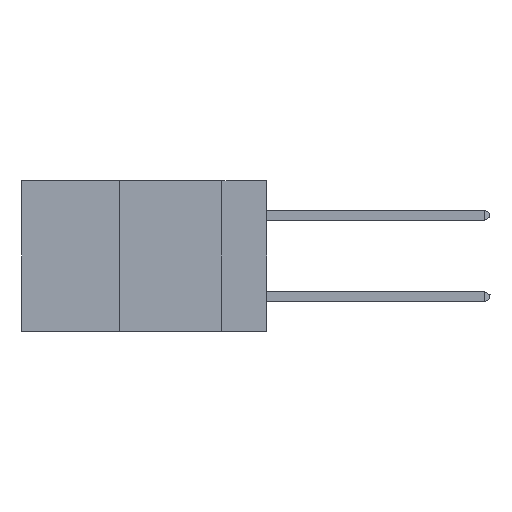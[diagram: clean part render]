
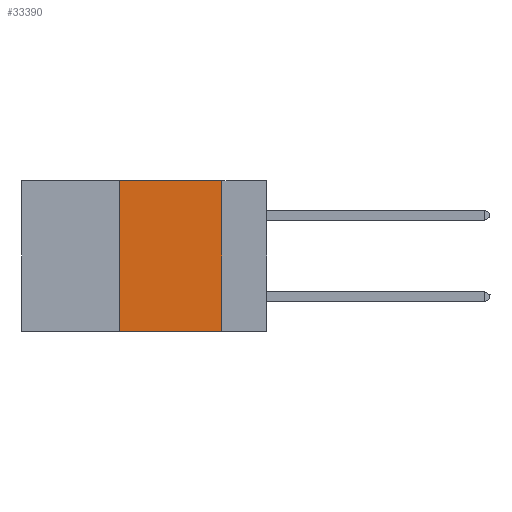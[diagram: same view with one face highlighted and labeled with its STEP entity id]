
A CAD part, left-side view. The second image highlights one B-rep face of the part: STEP entity #33390.
In plain terms, the highlighted planar face has unit normal (-1, 0, 0).
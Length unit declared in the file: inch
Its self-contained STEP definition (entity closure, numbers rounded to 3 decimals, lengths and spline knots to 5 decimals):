
#1281 = VERTEX_POINT ( 'NONE', #17505 ) ;
#1950 = PLANE ( 'NONE',  #27403 ) ;
#3260 = CARTESIAN_POINT ( 'NONE',  ( 0., 0.36, 0. ) ) ;
#5654 = FACE_OUTER_BOUND ( 'NONE', #22098, .T. ) ;
#6483 = ORIENTED_EDGE ( 'NONE', *, *, #22662, .F. ) ;
#6842 = VECTOR ( 'NONE', #25847, 39.37008 ) ;
#9130 = CARTESIAN_POINT ( 'NONE',  ( 0., 0.11, 0. ) ) ;
#9694 = CARTESIAN_POINT ( 'NONE',  ( 0., 0.36, 0. ) ) ;
#12835 = LINE ( 'NONE', #9130, #28929 ) ;
#13077 = CARTESIAN_POINT ( 'NONE',  ( 0., 0.6, 0. ) ) ;
#13815 = ORIENTED_EDGE ( 'NONE', *, *, #16948, .T. ) ;
#14116 = DIRECTION ( 'NONE',  ( 0., 0., -1. ) ) ;
#14540 = VERTEX_POINT ( 'NONE', #9694 ) ;
#16948 = EDGE_CURVE ( 'NONE', #1281, #17339, #39413, .T. ) ;
#17339 = VERTEX_POINT ( 'NONE', #28461 ) ;
#17505 = CARTESIAN_POINT ( 'NONE',  ( 0., 0.36, -0.37 ) ) ;
#21313 = CARTESIAN_POINT ( 'NONE',  ( 0., 0.6, 0. ) ) ;
#22098 = EDGE_LOOP ( 'NONE', ( #32260, #24775, #6483, #13815 ) ) ;
#22204 = DIRECTION ( 'NONE',  ( 0., 0., 1. ) ) ;
#22662 = EDGE_CURVE ( 'NONE', #1281, #14540, #37861, .T. ) ;
#22910 = EDGE_CURVE ( 'NONE', #36692, #17339, #12835, .T. ) ;
#23543 = DIRECTION ( 'NONE',  ( 0., -1., 0. ) ) ;
#24775 = ORIENTED_EDGE ( 'NONE', *, *, #30059, .F. ) ;
#25847 = DIRECTION ( 'NONE',  ( 0., -1., 0. ) ) ;
#27403 = AXIS2_PLACEMENT_3D ( 'NONE', #21313, #33068, #14116 ) ;
#28461 = CARTESIAN_POINT ( 'NONE',  ( 0., 0.11, -0.37 ) ) ;
#28929 = VECTOR ( 'NONE', #34281, 39.37008 ) ;
#30059 = EDGE_CURVE ( 'NONE', #14540, #36692, #34516, .T. ) ;
#32260 = ORIENTED_EDGE ( 'NONE', *, *, #22910, .F. ) ;
#33068 = DIRECTION ( 'NONE',  ( 1., 0., 0. ) ) ;
#33390 = ADVANCED_FACE ( 'NONE', ( #5654 ), #1950, .F. ) ;
#34281 = DIRECTION ( 'NONE',  ( 0., 0., -1. ) ) ;
#34516 = LINE ( 'NONE', #13077, #6842 ) ;
#34985 = CARTESIAN_POINT ( 'NONE',  ( 0., 0.11, 0. ) ) ;
#35708 = CARTESIAN_POINT ( 'NONE',  ( 0., 0.6, -0.37 ) ) ;
#36692 = VERTEX_POINT ( 'NONE', #34985 ) ;
#37861 = LINE ( 'NONE', #3260, #39474 ) ;
#38060 = VECTOR ( 'NONE', #23543, 39.37008 ) ;
#39413 = LINE ( 'NONE', #35708, #38060 ) ;
#39474 = VECTOR ( 'NONE', #22204, 39.37008 ) ;
